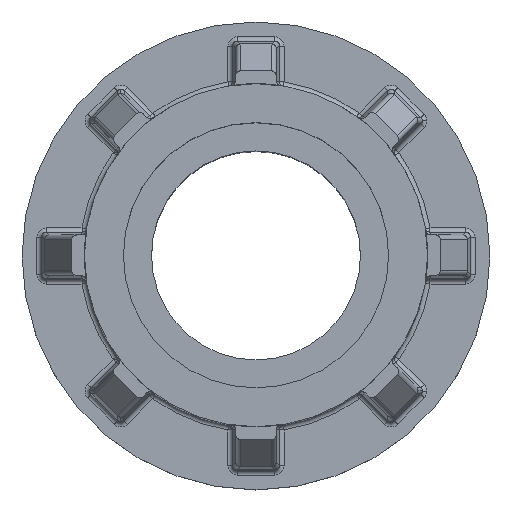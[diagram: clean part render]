
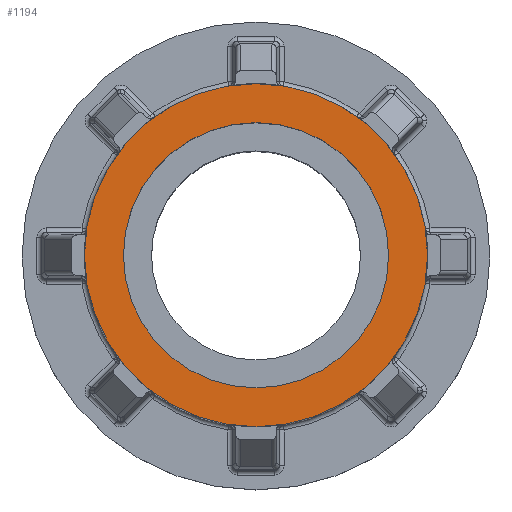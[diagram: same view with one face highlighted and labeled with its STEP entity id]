
A CAD part, top view. The second image highlights one B-rep face of the part: STEP entity #1194.
In plain terms, the highlighted planar face has unit normal (0, 0, 1).
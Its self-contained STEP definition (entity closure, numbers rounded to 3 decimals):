
#45 = CARTESIAN_POINT ( 'NONE',  ( 0., 0., 33. ) ) ;
#297 = AXIS2_PLACEMENT_3D ( 'NONE', #4486, #9408, #5233 ) ;
#345 = AXIS2_PLACEMENT_3D ( 'NONE', #5168, #681, #5892 ) ;
#366 = VERTEX_POINT ( 'NONE', #8263 ) ;
#681 = DIRECTION ( 'NONE',  ( 0., 0., 1. ) ) ;
#813 = DIRECTION ( 'NONE',  ( 0., 0., 1. ) ) ;
#1003 = CARTESIAN_POINT ( 'NONE',  ( 0., 0., 33. ) ) ;
#1194 = ADVANCED_FACE ( 'NONE', ( #2354, #7833 ), #4558, .T. ) ;
#1514 = ORIENTED_EDGE ( 'NONE', *, *, #5837, .T. ) ;
#1642 = EDGE_CURVE ( 'NONE', #3075, #7139, #3044, .T. ) ;
#1775 = DIRECTION ( 'NONE',  ( 1., 0., 0. ) ) ;
#2354 = FACE_BOUND ( 'NONE', #5145, .T. ) ;
#2364 = AXIS2_PLACEMENT_3D ( 'NONE', #7963, #3751, #8688 ) ;
#2887 = CARTESIAN_POINT ( 'NONE',  ( 8.5, 0., 33. ) ) ;
#3044 = CIRCLE ( 'NONE', #2364, 8.5 ) ;
#3075 = VERTEX_POINT ( 'NONE', #3089 ) ;
#3089 = CARTESIAN_POINT ( 'NONE',  ( -8.5, 0., 33. ) ) ;
#3157 = ORIENTED_EDGE ( 'NONE', *, *, #3886, .F. ) ;
#3173 = AXIS2_PLACEMENT_3D ( 'NONE', #45, #813, #6020 ) ;
#3751 = DIRECTION ( 'NONE',  ( 0., 0., 1. ) ) ;
#3836 = EDGE_CURVE ( 'NONE', #6555, #366, #9355, .T. ) ;
#3886 = EDGE_CURVE ( 'NONE', #7139, #3075, #7256, .T. ) ;
#4486 = CARTESIAN_POINT ( 'NONE',  ( 0., 0., 33. ) ) ;
#4558 = PLANE ( 'NONE',  #3173 ) ;
#4861 = CIRCLE ( 'NONE', #5491, 11. ) ;
#5145 = EDGE_LOOP ( 'NONE', ( #3157, #8421 ) ) ;
#5168 = CARTESIAN_POINT ( 'NONE',  ( 0., 0., 33. ) ) ;
#5233 = DIRECTION ( 'NONE',  ( 1., 0., 0. ) ) ;
#5491 = AXIS2_PLACEMENT_3D ( 'NONE', #1003, #6187, #1775 ) ;
#5817 = EDGE_LOOP ( 'NONE', ( #6794, #1514 ) ) ;
#5837 = EDGE_CURVE ( 'NONE', #366, #6555, #4861, .T. ) ;
#5892 = DIRECTION ( 'NONE',  ( 1., 0., 0. ) ) ;
#6020 = DIRECTION ( 'NONE',  ( 1., 0., 0. ) ) ;
#6187 = DIRECTION ( 'NONE',  ( 0., 0., 1. ) ) ;
#6555 = VERTEX_POINT ( 'NONE', #8004 ) ;
#6794 = ORIENTED_EDGE ( 'NONE', *, *, #3836, .T. ) ;
#7139 = VERTEX_POINT ( 'NONE', #2887 ) ;
#7256 = CIRCLE ( 'NONE', #297, 8.5 ) ;
#7833 = FACE_OUTER_BOUND ( 'NONE', #5817, .T. ) ;
#7963 = CARTESIAN_POINT ( 'NONE',  ( 0., 0., 33. ) ) ;
#8004 = CARTESIAN_POINT ( 'NONE',  ( -11., 0., 33. ) ) ;
#8263 = CARTESIAN_POINT ( 'NONE',  ( 11., 0., 33. ) ) ;
#8421 = ORIENTED_EDGE ( 'NONE', *, *, #1642, .F. ) ;
#8688 = DIRECTION ( 'NONE',  ( 1., 0., 0. ) ) ;
#9355 = CIRCLE ( 'NONE', #345, 11. ) ;
#9408 = DIRECTION ( 'NONE',  ( 0., 0., 1. ) ) ;
